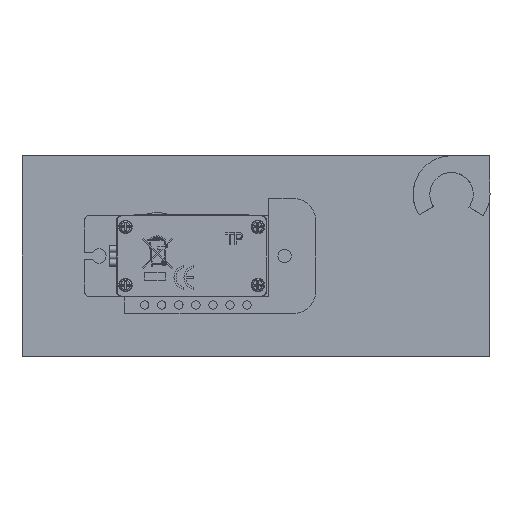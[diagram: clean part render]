
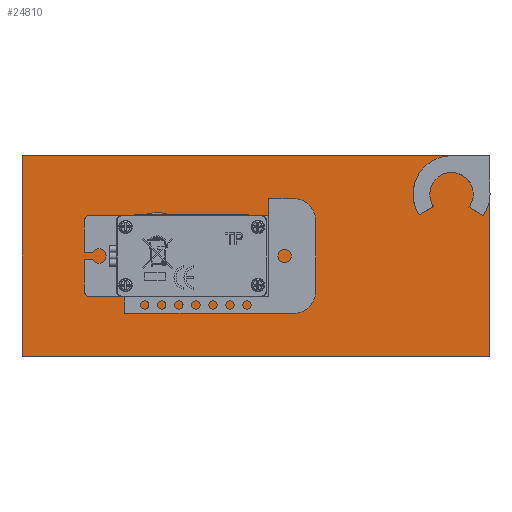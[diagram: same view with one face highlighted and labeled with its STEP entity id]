
A CAD part, front view. The second image highlights one B-rep face of the part: STEP entity #24810.
In plain terms, the highlighted planar face has unit normal (0, -1, 0).
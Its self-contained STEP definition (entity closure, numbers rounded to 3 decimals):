
#910=FACE_BOUND('',#4254,.T.);
#1813=PLANE('',#26749);
#2940=FACE_OUTER_BOUND('',#4253,.T.);
#4253=EDGE_LOOP('',(#23181,#23182,#23183,#23184,#23185,#23186,#23187,#23188,
#23189));
#4254=EDGE_LOOP('',(#23190));
#6529=LINE('',#48084,#8830);
#6540=LINE('',#48123,#8841);
#6544=LINE('',#48133,#8845);
#6545=LINE('',#48135,#8846);
#6546=LINE('',#48137,#8847);
#6547=LINE('',#48138,#8848);
#8830=VECTOR('',#32670,10.);
#8841=VECTOR('',#32715,10.);
#8845=VECTOR('',#32727,10.);
#8846=VECTOR('',#32728,10.);
#8847=VECTOR('',#32729,10.);
#8848=VECTOR('',#32730,10.);
#9629=CIRCLE('',#26726,5.75);
#9638=CIRCLE('',#26743,3.25);
#9640=CIRCLE('',#26747,5.75);
#9641=CIRCLE('',#26750,6.5);
#12274=VERTEX_POINT('',#48064);
#12276=VERTEX_POINT('',#48067);
#12283=VERTEX_POINT('',#48082);
#12292=VERTEX_POINT('',#48116);
#12294=VERTEX_POINT('',#48122);
#12295=VERTEX_POINT('',#48127);
#12296=VERTEX_POINT('',#48132);
#12297=VERTEX_POINT('',#48134);
#12298=VERTEX_POINT('',#48136);
#12299=VERTEX_POINT('',#48139);
#15905=EDGE_CURVE('',#12276,#12274,#9629,.T.);
#15913=EDGE_CURVE('',#12274,#12283,#6529,.T.);
#15930=EDGE_CURVE('',#12283,#12292,#9638,.T.);
#15933=EDGE_CURVE('',#12292,#12294,#6540,.T.);
#15937=EDGE_CURVE('',#12294,#12295,#9640,.T.);
#15938=EDGE_CURVE('',#12295,#12296,#6544,.T.);
#15939=EDGE_CURVE('',#12296,#12297,#6545,.T.);
#15940=EDGE_CURVE('',#12297,#12298,#6546,.T.);
#15941=EDGE_CURVE('',#12298,#12276,#6547,.T.);
#15942=EDGE_CURVE('',#12299,#12299,#9641,.T.);
#23181=ORIENTED_EDGE('',*,*,#15937,.T.);
#23182=ORIENTED_EDGE('',*,*,#15938,.T.);
#23183=ORIENTED_EDGE('',*,*,#15939,.T.);
#23184=ORIENTED_EDGE('',*,*,#15940,.T.);
#23185=ORIENTED_EDGE('',*,*,#15941,.T.);
#23186=ORIENTED_EDGE('',*,*,#15905,.T.);
#23187=ORIENTED_EDGE('',*,*,#15913,.T.);
#23188=ORIENTED_EDGE('',*,*,#15930,.T.);
#23189=ORIENTED_EDGE('',*,*,#15933,.T.);
#23190=ORIENTED_EDGE('',*,*,#15942,.F.);
#24810=ADVANCED_FACE('',(#2940,#910),#1813,.T.);
#26726=AXIS2_PLACEMENT_3D('',#48068,#32658,#32659);
#26743=AXIS2_PLACEMENT_3D('',#48117,#32708,#32709);
#26747=AXIS2_PLACEMENT_3D('',#48129,#32721,#32722);
#26749=AXIS2_PLACEMENT_3D('',#48131,#32725,#32726);
#26750=AXIS2_PLACEMENT_3D('',#48140,#32731,#32732);
#32658=DIRECTION('center_axis',(0.,1.,0.));
#32659=DIRECTION('ref_axis',(1.,0.,0.));
#32670=DIRECTION('',(-0.848,0.,0.529));
#32708=DIRECTION('center_axis',(0.,-1.,0.));
#32709=DIRECTION('ref_axis',(1.,0.,0.));
#32715=DIRECTION('',(-0.87,0.,-0.493));
#32721=DIRECTION('center_axis',(0.,1.,0.));
#32722=DIRECTION('ref_axis',(1.,0.,0.));
#32725=DIRECTION('center_axis',(0.,-1.,0.));
#32726=DIRECTION('ref_axis',(0.,0.,-1.));
#32727=DIRECTION('',(-1.,0.,0.));
#32728=DIRECTION('',(0.,0.,-1.));
#32729=DIRECTION('',(1.,0.,0.));
#32730=DIRECTION('',(0.,0.,1.));
#32731=DIRECTION('center_axis',(0.,-1.,0.));
#32732=DIRECTION('ref_axis',(1.,0.,0.));
#48064=CARTESIAN_POINT('',(50.277,35.518,33.767));
#48067=CARTESIAN_POINT('',(51.294,35.518,37.033));
#48068=CARTESIAN_POINT('Origin',(45.544,35.518,37.033));
#48082=CARTESIAN_POINT('',(48.151,35.518,35.093));
#48084=CARTESIAN_POINT('',(38.326,35.518,41.222));
#48116=CARTESIAN_POINT('',(42.858,35.518,35.204));
#48117=CARTESIAN_POINT('Origin',(45.544,35.518,37.033));
#48122=CARTESIAN_POINT('',(40.679,35.518,33.969));
#48123=CARTESIAN_POINT('',(30.125,35.518,27.985));
#48127=CARTESIAN_POINT('',(45.544,35.518,42.783));
#48129=CARTESIAN_POINT('Origin',(45.544,35.518,37.033));
#48131=CARTESIAN_POINT('Origin',(16.294,35.518,27.783));
#48132=CARTESIAN_POINT('',(-18.706,35.518,42.783));
#48133=CARTESIAN_POINT('',(33.794,35.518,42.783));
#48134=CARTESIAN_POINT('',(-18.706,35.518,12.783));
#48135=CARTESIAN_POINT('',(-18.706,35.518,35.283));
#48136=CARTESIAN_POINT('',(51.294,35.518,12.783));
#48137=CARTESIAN_POINT('',(-1.206,35.518,12.783));
#48138=CARTESIAN_POINT('',(51.294,35.518,20.283));
#48139=CARTESIAN_POINT('',(-4.977,35.518,27.783));
#48140=CARTESIAN_POINT('Origin',(1.523,35.518,27.783));
